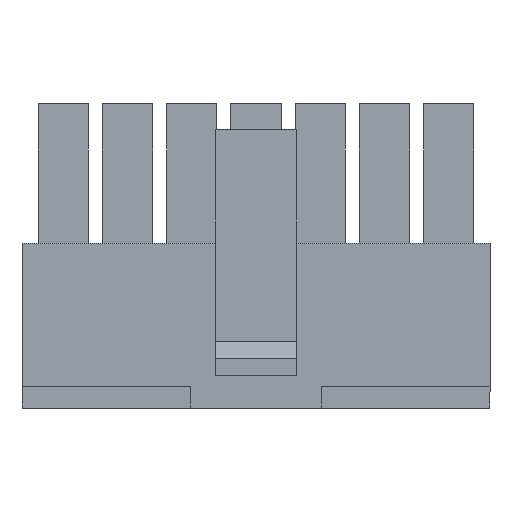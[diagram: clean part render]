
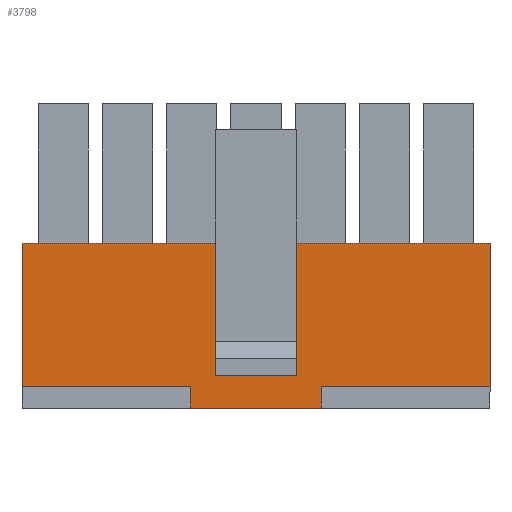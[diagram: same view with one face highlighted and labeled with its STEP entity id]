
A CAD part, front view. The second image highlights one B-rep face of the part: STEP entity #3798.
In plain terms, the highlighted planar face has unit normal (0, -1, 0).
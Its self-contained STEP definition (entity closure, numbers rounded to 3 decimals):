
#17 = VERTEX_POINT ( 'NONE', #8441 ) ;
#129 = EDGE_CURVE ( 'NONE', #5372, #775, #5982, .T. ) ;
#249 = VERTEX_POINT ( 'NONE', #5458 ) ;
#269 = FACE_OUTER_BOUND ( 'NONE', #7624, .T. ) ;
#503 = ORIENTED_EDGE ( 'NONE', *, *, #1464, .F. ) ;
#579 = VECTOR ( 'NONE', #1613, 1000. ) ;
#639 = CARTESIAN_POINT ( 'NONE',  ( 29.275, -3.45, 7.7 ) ) ;
#767 = CARTESIAN_POINT ( 'NONE',  ( 3.046, -3.45, -3. ) ) ;
#775 = VERTEX_POINT ( 'NONE', #3583 ) ;
#804 = CARTESIAN_POINT ( 'NONE',  ( 10.925, -3.45, 14.2 ) ) ;
#840 = LINE ( 'NONE', #5412, #5637 ) ;
#912 = LINE ( 'NONE', #2939, #2680 ) ;
#927 = ORIENTED_EDGE ( 'NONE', *, *, #8487, .F. ) ;
#956 = VECTOR ( 'NONE', #5503, 1000. ) ;
#1110 = CARTESIAN_POINT ( 'NONE',  ( 29.275, -3.45, 1. ) ) ;
#1322 = DIRECTION ( 'NONE',  ( -1., 0., 0. ) ) ;
#1355 = DIRECTION ( 'NONE',  ( -1., 0., 0. ) ) ;
#1423 = PLANE ( 'NONE',  #8499 ) ;
#1458 = ORIENTED_EDGE ( 'NONE', *, *, #5168, .T. ) ;
#1464 = EDGE_CURVE ( 'NONE', #249, #3775, #912, .T. ) ;
#1522 = CARTESIAN_POINT ( 'NONE',  ( 1.9, -3.45, 6.851 ) ) ;
#1531 = CARTESIAN_POINT ( 'NONE',  ( -3.046, -3.45, 0. ) ) ;
#1591 = CARTESIAN_POINT ( 'NONE',  ( -10.925, -3.45, 1. ) ) ;
#1613 = DIRECTION ( 'NONE',  ( -1., 0., 0. ) ) ;
#1685 = CARTESIAN_POINT ( 'NONE',  ( 1.9, -3.45, 5.514 ) ) ;
#1758 = LINE ( 'NONE', #4409, #6922 ) ;
#2021 = CARTESIAN_POINT ( 'NONE',  ( 1.9, -3.45, 6.851 ) ) ;
#2126 = LINE ( 'NONE', #3443, #8107 ) ;
#2190 = DIRECTION ( 'NONE',  ( 0., 0., 1. ) ) ;
#2198 = CARTESIAN_POINT ( 'NONE',  ( 3.046, -3.45, 0. ) ) ;
#2560 = CARTESIAN_POINT ( 'NONE',  ( -10.925, -3.45, 7.7 ) ) ;
#2636 = ORIENTED_EDGE ( 'NONE', *, *, #5745, .T. ) ;
#2680 = VECTOR ( 'NONE', #4872, 1000. ) ;
#2687 = VECTOR ( 'NONE', #6635, 1000. ) ;
#2929 = ORIENTED_EDGE ( 'NONE', *, *, #4957, .T. ) ;
#2939 = CARTESIAN_POINT ( 'NONE',  ( 29.275, -3.45, 1. ) ) ;
#2941 = EDGE_CURVE ( 'NONE', #6315, #3519, #1758, .T. ) ;
#2947 = LINE ( 'NONE', #1591, #6464 ) ;
#3077 = DIRECTION ( 'NONE',  ( 1., 0., 0. ) ) ;
#3164 = EDGE_CURVE ( 'NONE', #3536, #5372, #5481, .T. ) ;
#3183 = LINE ( 'NONE', #639, #6334 ) ;
#3271 = CARTESIAN_POINT ( 'NONE',  ( 1.9, -3.45, 6.851 ) ) ;
#3443 = CARTESIAN_POINT ( 'NONE',  ( -3.046, -3.45, -3. ) ) ;
#3519 = VERTEX_POINT ( 'NONE', #2198 ) ;
#3536 = VERTEX_POINT ( 'NONE', #5011 ) ;
#3583 = CARTESIAN_POINT ( 'NONE',  ( -1.9, -3.45, 6.851 ) ) ;
#3666 = LINE ( 'NONE', #1110, #579 ) ;
#3775 = VERTEX_POINT ( 'NONE', #3810 ) ;
#3798 = ADVANCED_FACE ( 'NONE', ( #269, #4105 ), #1423, .F. ) ;
#3810 = CARTESIAN_POINT ( 'NONE',  ( 3.046, -3.45, 1. ) ) ;
#3872 = ORIENTED_EDGE ( 'NONE', *, *, #5425, .F. ) ;
#3879 = ORIENTED_EDGE ( 'NONE', *, *, #5029, .F. ) ;
#4105 = FACE_BOUND ( 'NONE', #4164, .T. ) ;
#4164 = EDGE_LOOP ( 'NONE', ( #7953, #1458, #2929, #6533 ) ) ;
#4187 = DIRECTION ( 'NONE',  ( 0., 1., 0. ) ) ;
#4409 = CARTESIAN_POINT ( 'NONE',  ( 0., -3.45, 0. ) ) ;
#4472 = VECTOR ( 'NONE', #1322, 1000. ) ;
#4654 = ORIENTED_EDGE ( 'NONE', *, *, #5378, .T. ) ;
#4724 = DIRECTION ( 'NONE',  ( 0., 0., 1. ) ) ;
#4872 = DIRECTION ( 'NONE',  ( -1., 0., 0. ) ) ;
#4957 = EDGE_CURVE ( 'NONE', #6264, #775, #840, .T. ) ;
#5011 = CARTESIAN_POINT ( 'NONE',  ( 1.9, -3.45, 5.514 ) ) ;
#5029 = EDGE_CURVE ( 'NONE', #6315, #5822, #2126, .T. ) ;
#5168 = EDGE_CURVE ( 'NONE', #3536, #6264, #6894, .T. ) ;
#5253 = VERTEX_POINT ( 'NONE', #7179 ) ;
#5372 = VERTEX_POINT ( 'NONE', #1522 ) ;
#5378 = EDGE_CURVE ( 'NONE', #3519, #3775, #6775, .T. ) ;
#5412 = CARTESIAN_POINT ( 'NONE',  ( -1.9, -3.45, 6.851 ) ) ;
#5425 = EDGE_CURVE ( 'NONE', #5253, #249, #7345, .T. ) ;
#5458 = CARTESIAN_POINT ( 'NONE',  ( 10.925, -3.45, 1. ) ) ;
#5481 = LINE ( 'NONE', #2021, #2687 ) ;
#5500 = VECTOR ( 'NONE', #4724, 1000. ) ;
#5503 = DIRECTION ( 'NONE',  ( 0., 0., -1. ) ) ;
#5637 = VECTOR ( 'NONE', #7341, 1000. ) ;
#5710 = ORIENTED_EDGE ( 'NONE', *, *, #2941, .T. ) ;
#5745 = EDGE_CURVE ( 'NONE', #5253, #6064, #3183, .T. ) ;
#5822 = VERTEX_POINT ( 'NONE', #7494 ) ;
#5982 = LINE ( 'NONE', #3271, #4472 ) ;
#6064 = VERTEX_POINT ( 'NONE', #2560 ) ;
#6264 = VERTEX_POINT ( 'NONE', #7483 ) ;
#6315 = VERTEX_POINT ( 'NONE', #1531 ) ;
#6334 = VECTOR ( 'NONE', #1355, 1000. ) ;
#6464 = VECTOR ( 'NONE', #8199, 1000. ) ;
#6533 = ORIENTED_EDGE ( 'NONE', *, *, #129, .F. ) ;
#6635 = DIRECTION ( 'NONE',  ( 0., 0., 1. ) ) ;
#6775 = LINE ( 'NONE', #767, #5500 ) ;
#6894 = LINE ( 'NONE', #1685, #7142 ) ;
#6922 = VECTOR ( 'NONE', #3077, 1000. ) ;
#7142 = VECTOR ( 'NONE', #7551, 1000. ) ;
#7179 = CARTESIAN_POINT ( 'NONE',  ( 10.925, -3.45, 7.7 ) ) ;
#7341 = DIRECTION ( 'NONE',  ( 0., 0., 1. ) ) ;
#7345 = LINE ( 'NONE', #804, #956 ) ;
#7444 = CARTESIAN_POINT ( 'NONE',  ( 29.275, -3.45, 1. ) ) ;
#7483 = CARTESIAN_POINT ( 'NONE',  ( -1.9, -3.45, 5.514 ) ) ;
#7484 = ORIENTED_EDGE ( 'NONE', *, *, #7589, .T. ) ;
#7494 = CARTESIAN_POINT ( 'NONE',  ( -3.046, -3.45, 1. ) ) ;
#7551 = DIRECTION ( 'NONE',  ( -1., 0., 0. ) ) ;
#7589 = EDGE_CURVE ( 'NONE', #6064, #17, #2947, .T. ) ;
#7624 = EDGE_LOOP ( 'NONE', ( #3872, #2636, #7484, #927, #3879, #5710, #4654, #503 ) ) ;
#7953 = ORIENTED_EDGE ( 'NONE', *, *, #3164, .F. ) ;
#8077 = DIRECTION ( 'NONE',  ( 0., 0., 1. ) ) ;
#8107 = VECTOR ( 'NONE', #8077, 1000. ) ;
#8199 = DIRECTION ( 'NONE',  ( 0., 0., -1. ) ) ;
#8441 = CARTESIAN_POINT ( 'NONE',  ( -10.925, -3.45, 1. ) ) ;
#8487 = EDGE_CURVE ( 'NONE', #5822, #17, #3666, .T. ) ;
#8499 = AXIS2_PLACEMENT_3D ( 'NONE', #7444, #4187, #2190 ) ;
